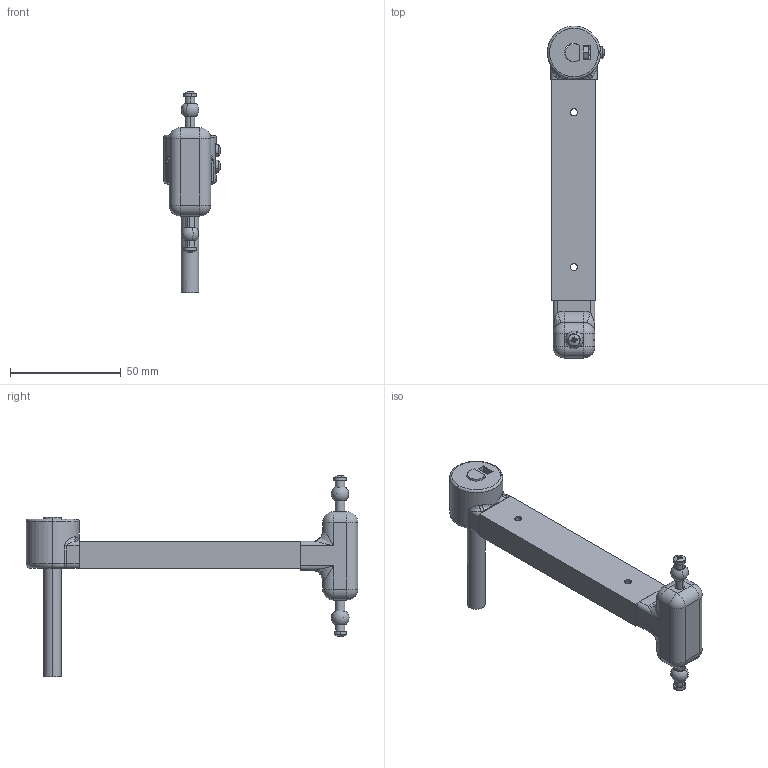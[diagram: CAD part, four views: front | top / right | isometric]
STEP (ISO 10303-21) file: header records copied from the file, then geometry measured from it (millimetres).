
FILE_DESCRIPTION (( 'STEP AP214' ), '1' );
FILE_NAME ('Carrier.STEP', '2020-02-08T07:23:09', ( '' ), ( '' ), 'SwSTEP 2.0', 'SolidWorks 2018', '' );
FILE_SCHEMA (( 'AUTOMOTIVE_DESIGN' ));
Length unit declared in the file: millimetre
Products named in the file (11): Buffer 3; Carrier; ISO 7045 - M3 x 10_ISO 7045 - M3 x 10; Nut M3_Nuts M3; Buffer 5; Aluminum tube 12x20_Default<As Machined>; Joint Ball 1; M3 x 25; Carrier_ H2; Inox 8_72; Carrier_ H1
Assembly tree (15 placements, depth 2):
  Carrier
    Aluminum tube 12x20_Default<As Machined>
    Carrier_ H1
    Carrier_ H2
    Inox 8_72
    M3 x 25  x2
    Buffer 3  x2
    Joint Ball 1  x2
    Buffer 5  x2
    ISO 7045 - M3 x 10_ISO 7045 - M3 x 10  x2
    Nut M3_Nuts M3
Bounding box: 25.85 x 150 x 90.9 mm (x, y, z)
Volume: 41743.9 mm3; surface area: 27155.2 mm2
Topology: 15 solids, 15 shells, 1010 faces, 2588 edges, 1577 vertices
Faces by surface type: cone 448, cylinder 305, plane 187, torus 28, bspline 22, sphere 20
Entity records: 20283 total; most frequent: CARTESIAN_POINT 4687, DIRECTION 3455, ORIENTED_EDGE 3072, EDGE_CURVE 1536, AXIS2_PLACEMENT_3D 1413, VERTEX_POINT 943, CIRCLE 801, EDGE_LOOP 655
